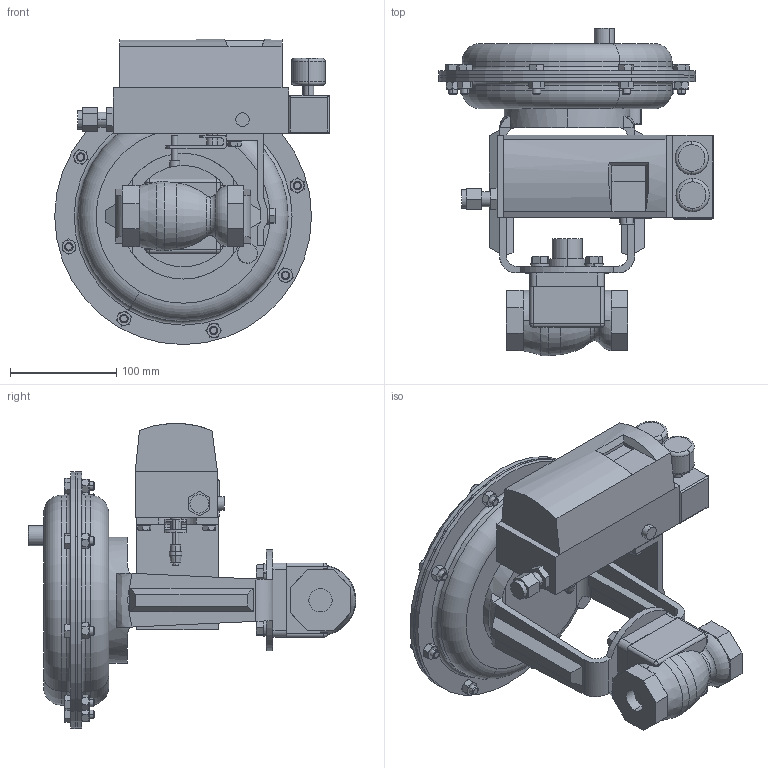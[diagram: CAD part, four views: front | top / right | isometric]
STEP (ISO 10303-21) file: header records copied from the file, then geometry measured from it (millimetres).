
FILE_DESCRIPTION (( 'STEP AP203' ), '1' );
FILE_NAME ('78SP-050-BR+CS+S6-SW-35M-16IQ.step', '2017-09-25T17:07:45', ( '' ), ( '' ), 'SwSTEP 2.0', 'SolidWorks 2014', '' );
FILE_SCHEMA (( 'CONFIG_CONTROL_DESIGN' ));
Length unit declared in the file: inch
Products named in the file (1): 78SP-050-BR+CS+S6-SW-35M-16IQ
Bounding box: 258.03 x 307.95 x 286.74 mm (x, y, z)
Volume: 4518978.7 mm3; surface area: 576455.7 mm2
Topology: 40 solids, 40 shells, 825 faces, 1826 edges, 1116 vertices
Faces by surface type: plane 411, cone 218, cylinder 157, torus 29, sphere 6, bspline 4
Entity records: 24337 total; most frequent: CARTESIAN_POINT 6605, ORIENTED_EDGE 3636, DIRECTION 3613, EDGE_CURVE 1818, AXIS2_PLACEMENT_3D 1405, VERTEX_POINT 1116, EDGE_LOOP 872, FACE_OUTER_BOUND 825
